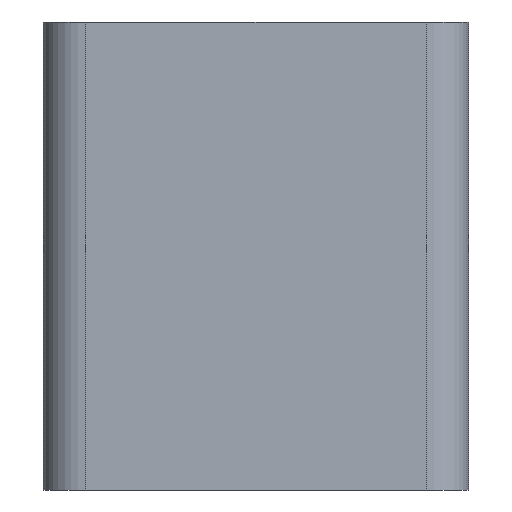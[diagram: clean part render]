
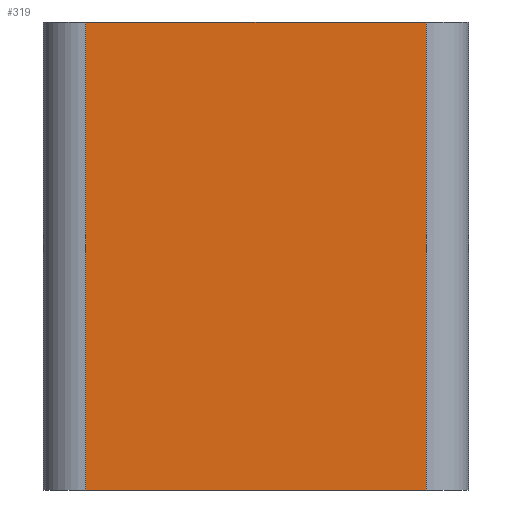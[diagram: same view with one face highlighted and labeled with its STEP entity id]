
A CAD part, front view. The second image highlights one B-rep face of the part: STEP entity #319.
In plain terms, the highlighted planar face has unit normal (0, -1, 0).
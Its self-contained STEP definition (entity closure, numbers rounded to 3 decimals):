
#28=PLANE('',#366);
#44=FACE_OUTER_BOUND('',#66,.T.);
#66=EDGE_LOOP('',(#252,#253,#254,#255));
#90=LINE('',#536,#112);
#91=LINE('',#539,#113);
#92=LINE('',#541,#114);
#93=LINE('',#542,#115);
#112=VECTOR('',#442,10.);
#113=VECTOR('',#445,10.);
#114=VECTOR('',#446,10.);
#115=VECTOR('',#447,10.);
#160=VERTEX_POINT('',#532);
#161=VERTEX_POINT('',#534);
#162=VERTEX_POINT('',#538);
#163=VERTEX_POINT('',#540);
#196=EDGE_CURVE('',#160,#161,#90,.T.);
#197=EDGE_CURVE('',#160,#162,#91,.T.);
#198=EDGE_CURVE('',#163,#161,#92,.T.);
#199=EDGE_CURVE('',#162,#163,#93,.T.);
#252=ORIENTED_EDGE('',*,*,#197,.F.);
#253=ORIENTED_EDGE('',*,*,#196,.T.);
#254=ORIENTED_EDGE('',*,*,#198,.F.);
#255=ORIENTED_EDGE('',*,*,#199,.F.);
#319=ADVANCED_FACE('',(#44),#28,.T.);
#366=AXIS2_PLACEMENT_3D('',#537,#443,#444);
#442=DIRECTION('',(0.,0.,1.));
#443=DIRECTION('center_axis',(0.,-1.,0.));
#444=DIRECTION('ref_axis',(1.,0.,0.));
#445=DIRECTION('',(-1.,0.,0.));
#446=DIRECTION('',(1.,0.,0.));
#447=DIRECTION('',(0.,0.,1.));
#532=CARTESIAN_POINT('',(2.,-5.,2.3));
#534=CARTESIAN_POINT('',(2.,-5.,7.8));
#536=CARTESIAN_POINT('',(2.,-5.,-0.1));
#537=CARTESIAN_POINT('Origin',(-2.,-5.,-0.1));
#538=CARTESIAN_POINT('',(-2.,-5.,2.3));
#539=CARTESIAN_POINT('',(2.,-5.,2.3));
#540=CARTESIAN_POINT('',(-2.,-5.,7.8));
#541=CARTESIAN_POINT('',(2.,-5.,7.8));
#542=CARTESIAN_POINT('',(-2.,-5.,-0.1));
